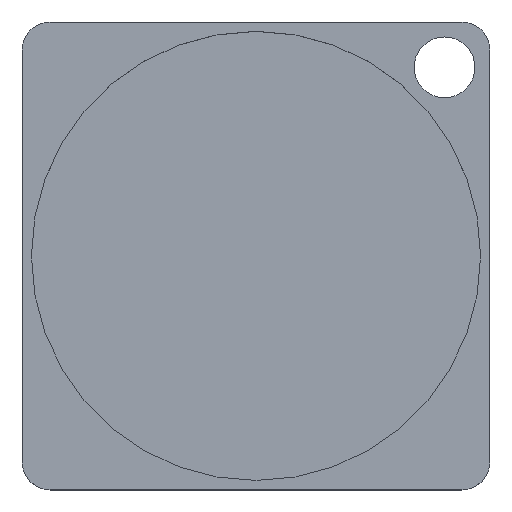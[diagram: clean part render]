
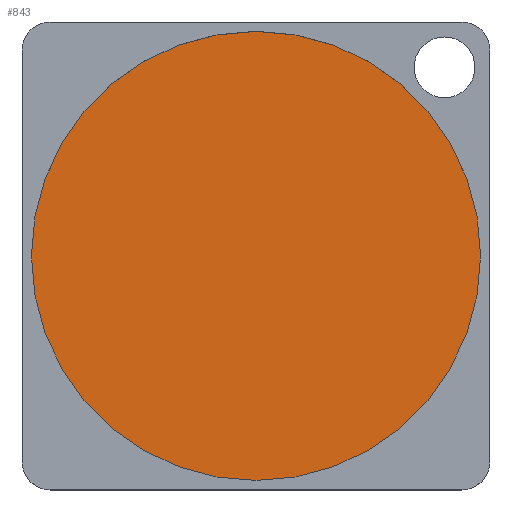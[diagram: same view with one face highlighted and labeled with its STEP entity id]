
A CAD part, top view. The second image highlights one B-rep face of the part: STEP entity #843.
In plain terms, the highlighted planar face has unit normal (0, 0, 1).
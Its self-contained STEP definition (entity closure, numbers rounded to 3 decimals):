
#38=PLANE('',#935);
#249=FACE_OUTER_BOUND('',#298,.T.);
#298=EDGE_LOOP('',(#773));
#350=CIRCLE('',#931,12.);
#436=VERTEX_POINT('',#1451);
#550=EDGE_CURVE('',#436,#436,#350,.T.);
#773=ORIENTED_EDGE('',*,*,#550,.F.);
#843=ADVANCED_FACE('',(#249),#38,.T.);
#931=AXIS2_PLACEMENT_3D('',#1452,#1167,#1168);
#935=AXIS2_PLACEMENT_3D('',#1457,#1176,#1177);
#1167=DIRECTION('center_axis',(0.,0.,-1.));
#1168=DIRECTION('ref_axis',(1.,0.,0.));
#1176=DIRECTION('center_axis',(0.,0.,1.));
#1177=DIRECTION('ref_axis',(1.,0.,0.));
#1451=CARTESIAN_POINT('',(-12.,0.,-1.));
#1452=CARTESIAN_POINT('Origin',(0.,0.,-1.));
#1457=CARTESIAN_POINT('Origin',(0.,0.,-1.));
